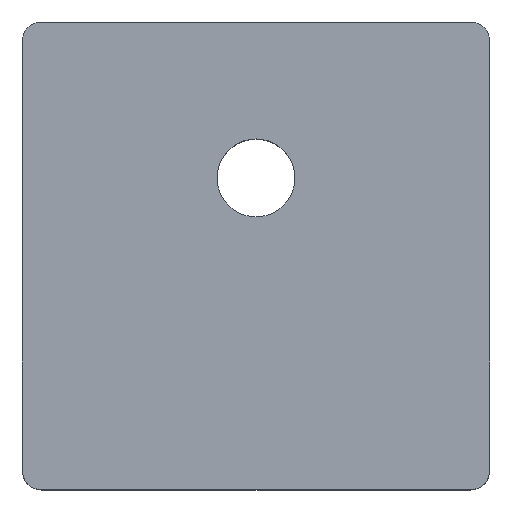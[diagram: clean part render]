
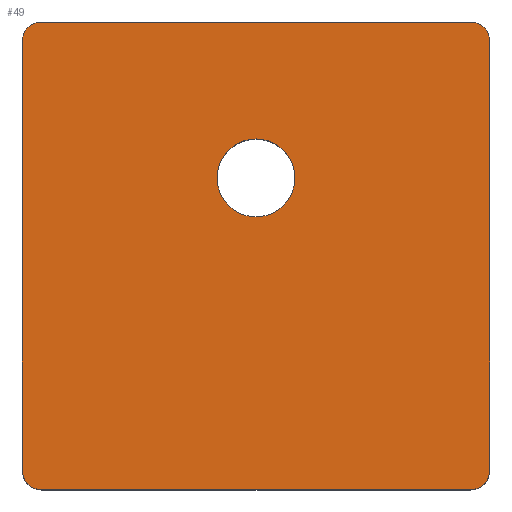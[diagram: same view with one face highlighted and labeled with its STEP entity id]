
A CAD part, top view. The second image highlights one B-rep face of the part: STEP entity #49.
In plain terms, the highlighted planar face has unit normal (0, 0, 1).
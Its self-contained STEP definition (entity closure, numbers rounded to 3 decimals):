
#49=ADVANCED_FACE('',(#68,#70),#72,.T.);
#68=FACE_BOUND('',#69,.T.);
#69=EDGE_LOOP('',(#151,#152,#153,#154,#155,#156,#157,#158));
#70=FACE_BOUND('',#71,.T.);
#71=EDGE_LOOP('',(#159));
#72=PLANE('',#73);
#73=AXIS2_PLACEMENT_3D('',#74,#75,#76);
#74=CARTESIAN_POINT('',(0.,0.,10.));
#75=DIRECTION('',(0.,0.,1.));
#76=DIRECTION('',(-1.,0.,0.));
#151=ORIENTED_EDGE('',*,*,#203,.F.);
#152=ORIENTED_EDGE('',*,*,#204,.T.);
#153=ORIENTED_EDGE('',*,*,#205,.F.);
#154=ORIENTED_EDGE('',*,*,#206,.T.);
#155=ORIENTED_EDGE('',*,*,#207,.F.);
#156=ORIENTED_EDGE('',*,*,#208,.T.);
#157=ORIENTED_EDGE('',*,*,#209,.F.);
#158=ORIENTED_EDGE('',*,*,#210,.T.);
#159=ORIENTED_EDGE('',*,*,#211,.T.);
#203=EDGE_CURVE('',#238,#239,#240,.F.);
#204=EDGE_CURVE('',#238,#241,#242,.T.);
#205=EDGE_CURVE('',#243,#241,#244,.F.);
#206=EDGE_CURVE('',#243,#245,#246,.T.);
#207=EDGE_CURVE('',#247,#245,#248,.F.);
#208=EDGE_CURVE('',#247,#249,#250,.T.);
#209=EDGE_CURVE('',#251,#249,#252,.F.);
#210=EDGE_CURVE('',#251,#239,#253,.T.);
#211=EDGE_CURVE('',#254,#254,#255,.F.);
#238=VERTEX_POINT('',#305);
#239=VERTEX_POINT('',#306);
#240=CIRCLE('',#307,1.);
#241=VERTEX_POINT('',#311);
#242=LINE('',#312,#313);
#243=VERTEX_POINT('',#315);
#244=CIRCLE('',#316,1.);
#245=VERTEX_POINT('',#320);
#246=LINE('',#321,#322);
#247=VERTEX_POINT('',#324);
#248=CIRCLE('',#325,1.);
#249=VERTEX_POINT('',#329);
#250=LINE('',#330,#331);
#251=VERTEX_POINT('',#333);
#252=CIRCLE('',#334,1.);
#253=LINE('',#338,#339);
#254=VERTEX_POINT('',#341);
#255=CIRCLE('',#342,2.);
#305=CARTESIAN_POINT('',(-11.,-12.,10.));
#306=CARTESIAN_POINT('',(-12.,-11.,10.));
#307=AXIS2_PLACEMENT_3D('',#308,#309,#310);
#308=CARTESIAN_POINT('',(-11.,-11.,10.));
#309=DIRECTION('',(0.,0.,1.));
#310=DIRECTION('',(-1.,0.,0.));
#311=CARTESIAN_POINT('',(11.,-12.,10.));
#312=CARTESIAN_POINT('',(-11.,-12.,10.));
#313=VECTOR('',#314,1.);
#314=DIRECTION('',(1.,0.,0.));
#315=CARTESIAN_POINT('',(12.,-11.,10.));
#316=AXIS2_PLACEMENT_3D('',#317,#318,#319);
#317=CARTESIAN_POINT('',(11.,-11.,10.));
#318=DIRECTION('',(0.,0.,1.));
#319=DIRECTION('',(0.,-1.,0.));
#320=CARTESIAN_POINT('',(12.,11.,10.));
#321=CARTESIAN_POINT('',(12.,-11.,10.));
#322=VECTOR('',#323,1.);
#323=DIRECTION('',(0.,1.,0.));
#324=CARTESIAN_POINT('',(11.,12.,10.));
#325=AXIS2_PLACEMENT_3D('',#326,#327,#328);
#326=CARTESIAN_POINT('',(11.,11.,10.));
#327=DIRECTION('',(0.,0.,1.));
#328=DIRECTION('',(1.,0.,0.));
#329=CARTESIAN_POINT('',(-11.,12.,10.));
#330=CARTESIAN_POINT('',(11.,12.,10.));
#331=VECTOR('',#332,1.);
#332=DIRECTION('',(-1.,0.,0.));
#333=CARTESIAN_POINT('',(-12.,11.,10.));
#334=AXIS2_PLACEMENT_3D('',#335,#336,#337);
#335=CARTESIAN_POINT('',(-11.,11.,10.));
#336=DIRECTION('',(0.,0.,1.));
#337=DIRECTION('',(0.,1.,0.));
#338=CARTESIAN_POINT('',(-12.,11.,10.));
#339=VECTOR('',#340,1.);
#340=DIRECTION('',(0.,-1.,0.));
#341=CARTESIAN_POINT('',(-2.,4.,10.));
#342=AXIS2_PLACEMENT_3D('',#343,#344,#345);
#343=CARTESIAN_POINT('',(0.,4.,10.));
#344=DIRECTION('',(0.,0.,1.));
#345=DIRECTION('',(-1.,0.,0.));
